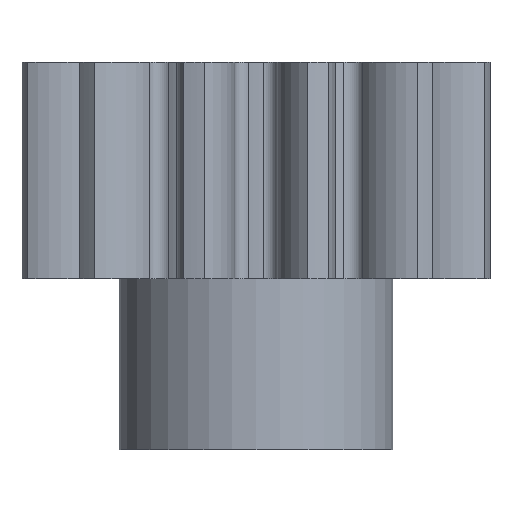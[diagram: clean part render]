
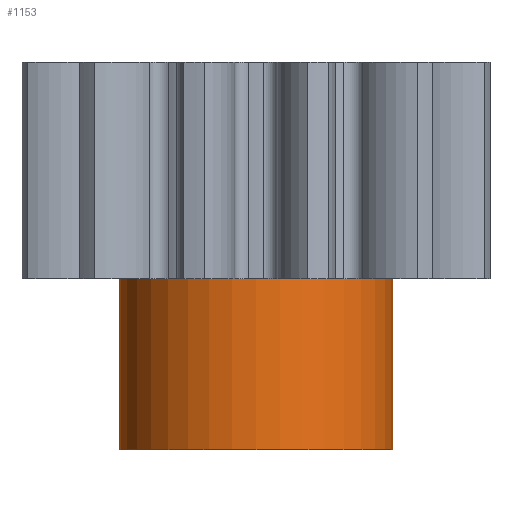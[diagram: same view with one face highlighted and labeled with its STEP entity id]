
A CAD part, front view. The second image highlights one B-rep face of the part: STEP entity #1153.
In plain terms, the highlighted cylindrical face has radius 12 mm (diameter 24 mm), a partial arc.
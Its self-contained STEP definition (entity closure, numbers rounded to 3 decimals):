
#27 = EDGE_CURVE ( 'NONE', #55, #43, #991, .T. ) ;
#34 = EDGE_CURVE ( 'NONE', #45, #46, #1372, .T. ) ;
#43 = VERTEX_POINT ( 'NONE', #1408 ) ;
#45 = VERTEX_POINT ( 'NONE', #1387 ) ;
#46 = VERTEX_POINT ( 'NONE', #1392 ) ;
#55 = VERTEX_POINT ( 'NONE', #1437 ) ;
#813 = EDGE_CURVE ( 'NONE', #46, #43, #2509, .T. ) ;
#985 = DIRECTION ( 'NONE',  ( 0., 0., 1. ) ) ;
#986 = VECTOR ( 'NONE', #985, 1000. ) ;
#987 = CARTESIAN_POINT ( 'NONE',  ( 12., 0., -15. ) ) ;
#991 = LINE ( 'NONE', #987, #986 ) ;
#1032 = ORIENTED_EDGE ( 'NONE', *, *, #1152, .T. ) ;
#1152 = EDGE_CURVE ( 'NONE', #45, #55, #2920, .T. ) ;
#1153 = ADVANCED_FACE ( 'NONE', ( #2926 ), #2897, .T. ) ;
#1154 = ORIENTED_EDGE ( 'NONE', *, *, #27, .T. ) ;
#1156 = ORIENTED_EDGE ( 'NONE', *, *, #813, .F. ) ;
#1164 = EDGE_LOOP ( 'NONE', ( #1170, #1032, #1154, #1156 ) ) ;
#1170 = ORIENTED_EDGE ( 'NONE', *, *, #34, .F. ) ;
#1372 = LINE ( 'NONE', #1406, #1405 ) ;
#1387 = CARTESIAN_POINT ( 'NONE',  ( -12., 0., -15. ) ) ;
#1392 = CARTESIAN_POINT ( 'NONE',  ( -12., 0., 0. ) ) ;
#1404 = DIRECTION ( 'NONE',  ( 0., 0., 1. ) ) ;
#1405 = VECTOR ( 'NONE', #1404, 1000. ) ;
#1406 = CARTESIAN_POINT ( 'NONE',  ( -12., 0., -15. ) ) ;
#1408 = CARTESIAN_POINT ( 'NONE',  ( 12., 0., 0. ) ) ;
#1437 = CARTESIAN_POINT ( 'NONE',  ( 12., 0., -15. ) ) ;
#2501 = CARTESIAN_POINT ( 'NONE',  ( 0., 0., 0. ) ) ;
#2503 = AXIS2_PLACEMENT_3D ( 'NONE', #2501, #2504, #2547 ) ;
#2504 = DIRECTION ( 'NONE',  ( 0., 0., 1. ) ) ;
#2509 = CIRCLE ( 'NONE', #2503, 12. ) ;
#2547 = DIRECTION ( 'NONE',  ( 1., 0., 0. ) ) ;
#2894 = CARTESIAN_POINT ( 'NONE',  ( 0., 0., -15. ) ) ;
#2895 = AXIS2_PLACEMENT_3D ( 'NONE', #2894, #2918, #2910 ) ;
#2897 = CYLINDRICAL_SURFACE ( 'NONE', #2895, 12. ) ;
#2910 = DIRECTION ( 'NONE',  ( 1., 0., 0. ) ) ;
#2914 = DIRECTION ( 'NONE',  ( 1., 0., 0. ) ) ;
#2915 = DIRECTION ( 'NONE',  ( 0., 0., 1. ) ) ;
#2916 = CARTESIAN_POINT ( 'NONE',  ( 0., 0., -15. ) ) ;
#2918 = DIRECTION ( 'NONE',  ( 0., 0., 1. ) ) ;
#2920 = CIRCLE ( 'NONE', #2927, 12. ) ;
#2926 = FACE_OUTER_BOUND ( 'NONE', #1164, .T. ) ;
#2927 = AXIS2_PLACEMENT_3D ( 'NONE', #2916, #2915, #2914 ) ;
